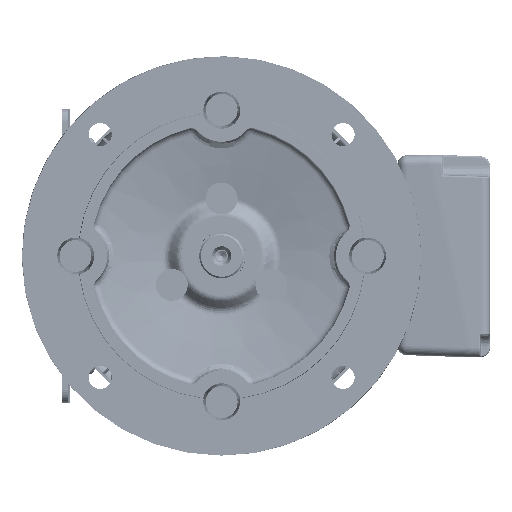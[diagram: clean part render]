
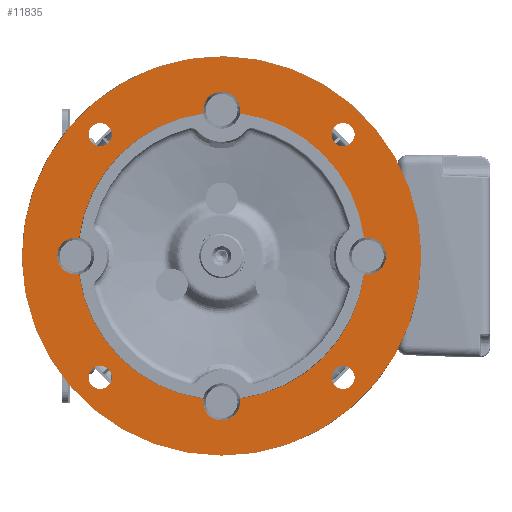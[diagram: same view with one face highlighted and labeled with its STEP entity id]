
A CAD part, front view. The second image highlights one B-rep face of the part: STEP entity #11835.
In plain terms, the highlighted planar face has unit normal (0, -1, 0).
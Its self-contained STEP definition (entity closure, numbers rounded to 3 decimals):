
#11835 = ADVANCED_FACE( '', ( #24359, #24360, #24361, #24362, #24363, #24364 ), #24365, .T. );
#24359 = FACE_BOUND( '', #80286, .T. );
#24360 = FACE_BOUND( '', #80287, .T. );
#24361 = FACE_BOUND( '', #80288, .T. );
#24362 = FACE_BOUND( '', #80289, .T. );
#24363 = FACE_BOUND( '', #80290, .T. );
#24364 = FACE_OUTER_BOUND( '', #80291, .T. );
#24365 = PLANE( '', #80292 );
#80286 = EDGE_LOOP( '', ( #116370, #116371, #116372, #116373, #116374, #116375, #116376, #116377 ) );
#80287 = EDGE_LOOP( '', ( #116378 ) );
#80288 = EDGE_LOOP( '', ( #116379 ) );
#80289 = EDGE_LOOP( '', ( #116380 ) );
#80290 = EDGE_LOOP( '', ( #116381 ) );
#80291 = EDGE_LOOP( '', ( #116382 ) );
#80292 = AXIS2_PLACEMENT_3D( '', #116383, #116384, #116385 );
#116370 = ORIENTED_EDGE( '', *, *, #129423, .F. );
#116371 = ORIENTED_EDGE( '', *, *, #131239, .F. );
#116372 = ORIENTED_EDGE( '', *, *, #130534, .F. );
#116373 = ORIENTED_EDGE( '', *, *, #131413, .F. );
#116374 = ORIENTED_EDGE( '', *, *, #118088, .F. );
#116375 = ORIENTED_EDGE( '', *, *, #126185, .F. );
#116376 = ORIENTED_EDGE( '', *, *, #131342, .F. );
#116377 = ORIENTED_EDGE( '', *, *, #130228, .F. );
#116378 = ORIENTED_EDGE( '', *, *, #130720, .T. );
#116379 = ORIENTED_EDGE( '', *, *, #125700, .T. );
#116380 = ORIENTED_EDGE( '', *, *, #124926, .T. );
#116381 = ORIENTED_EDGE( '', *, *, #129052, .T. );
#116382 = ORIENTED_EDGE( '', *, *, #125494, .T. );
#116383 = CARTESIAN_POINT( '', ( 0., -170., 90. ) );
#116384 = DIRECTION( '', ( 0., -1., 0. ) );
#116385 = DIRECTION( '', ( 0., 0., -1. ) );
#118088 = EDGE_CURVE( '', #132793, #132784, #132795, .T. );
#124926 = EDGE_CURVE( '', #144077, #144077, #144078, .T. );
#125494 = EDGE_CURVE( '', #144894, #144894, #144895, .T. );
#125700 = EDGE_CURVE( '', #145195, #145195, #145196, .T. );
#126185 = EDGE_CURVE( '', #145875, #132793, #145877, .T. );
#129052 = EDGE_CURVE( '', #149645, #149645, #149646, .T. );
#129423 = EDGE_CURVE( '', #150108, #150110, #150111, .T. );
#130228 = EDGE_CURVE( '', #150110, #151060, #151062, .T. );
#130534 = EDGE_CURVE( '', #151407, #151405, #151409, .T. );
#130720 = EDGE_CURVE( '', #151615, #151615, #151616, .T. );
#131239 = EDGE_CURVE( '', #151405, #150108, #152167, .T. );
#131342 = EDGE_CURVE( '', #151060, #145875, #152273, .T. );
#131413 = EDGE_CURVE( '', #132784, #151407, #152344, .T. );
#132784 = VERTEX_POINT( '', #156112 );
#132793 = VERTEX_POINT( '', #156133 );
#132795 = CIRCLE( '', #156138, 11.444 );
#144077 = VERTEX_POINT( '', #188701 );
#144078 = CIRCLE( '', #188702, 7.25 );
#144894 = VERTEX_POINT( '', #190977 );
#144895 = CIRCLE( '', #190978, 125. );
#145195 = VERTEX_POINT( '', #191549 );
#145196 = CIRCLE( '', #191550, 7.25 );
#145875 = VERTEX_POINT( '', #194025 );
#145877 = CIRCLE( '', #194033, 90. );
#149645 = VERTEX_POINT( '', #205681 );
#149646 = CIRCLE( '', #205682, 7.25 );
#150108 = VERTEX_POINT( '', #207042 );
#150110 = VERTEX_POINT( '', #207047 );
#150111 = CIRCLE( '', #207048, 11.444 );
#151060 = VERTEX_POINT( '', #210319 );
#151062 = CIRCLE( '', #210324, 90. );
#151405 = VERTEX_POINT( '', #211322 );
#151407 = VERTEX_POINT( '', #211330 );
#151409 = CIRCLE( '', #211335, 11.444 );
#151615 = VERTEX_POINT( '', #211965 );
#151616 = CIRCLE( '', #211966, 7.25 );
#152167 = CIRCLE( '', #213449, 90. );
#152273 = CIRCLE( '', #213697, 11.444 );
#152344 = CIRCLE( '', #213842, 90. );
#156112 = CARTESIAN_POINT( '', ( -89.297, -170., -11.229 ) );
#156133 = CARTESIAN_POINT( '', ( -89.297, -170., 11.229 ) );
#156138 = AXIS2_PLACEMENT_3D( '', #215240, #215241, #215242 );
#188701 = CARTESIAN_POINT( '', ( 83.264, -170., -76.014 ) );
#188702 = AXIS2_PLACEMENT_3D( '', #223403, #223404, #223405 );
#190977 = CARTESIAN_POINT( '', ( 0., -170., -125. ) );
#190978 = AXIS2_PLACEMENT_3D( '', #224068, #224069, #224070 );
#191549 = CARTESIAN_POINT( '', ( -76.014, -170., -83.264 ) );
#191550 = AXIS2_PLACEMENT_3D( '', #224336, #224337, #224338 );
#194025 = CARTESIAN_POINT( '', ( -11.229, -170., 89.297 ) );
#194033 = AXIS2_PLACEMENT_3D( '', #224854, #224855, #224856 );
#205681 = CARTESIAN_POINT( '', ( 76.014, -170., 83.264 ) );
#205682 = AXIS2_PLACEMENT_3D( '', #227871, #227872, #227873 );
#207042 = CARTESIAN_POINT( '', ( 89.297, -170., -11.229 ) );
#207047 = CARTESIAN_POINT( '', ( 89.297, -170., 11.229 ) );
#207048 = AXIS2_PLACEMENT_3D( '', #228205, #228206, #228207 );
#210319 = CARTESIAN_POINT( '', ( 11.229, -170., 89.297 ) );
#210324 = AXIS2_PLACEMENT_3D( '', #228873, #228874, #228875 );
#211322 = CARTESIAN_POINT( '', ( 11.229, -170., -89.297 ) );
#211330 = CARTESIAN_POINT( '', ( -11.229, -170., -89.297 ) );
#211335 = AXIS2_PLACEMENT_3D( '', #229104, #229105, #229106 );
#211965 = CARTESIAN_POINT( '', ( -83.264, -170., 76.014 ) );
#211966 = AXIS2_PLACEMENT_3D( '', #229240, #229241, #229242 );
#213449 = AXIS2_PLACEMENT_3D( '', #229555, #229556, #229557 );
#213697 = AXIS2_PLACEMENT_3D( '', #229604, #229605, #229606 );
#213842 = AXIS2_PLACEMENT_3D( '', #229635, #229636, #229637 );
#215240 = CARTESIAN_POINT( '', ( -91.5, -170., 0. ) );
#215241 = DIRECTION( '', ( 0., -1., 0. ) );
#215242 = DIRECTION( '', ( 0., 0., -1. ) );
#223403 = CARTESIAN_POINT( '', ( 76.014, -170., -76.014 ) );
#223404 = DIRECTION( '', ( 0., 1., 0. ) );
#223405 = DIRECTION( '', ( 1., 0., 0. ) );
#224068 = CARTESIAN_POINT( '', ( 0., -170., 0. ) );
#224069 = DIRECTION( '', ( 0., -1., 0. ) );
#224070 = DIRECTION( '', ( 0., 0., -1. ) );
#224336 = CARTESIAN_POINT( '', ( -76.014, -170., -76.014 ) );
#224337 = DIRECTION( '', ( 0., 1., 0. ) );
#224338 = DIRECTION( '', ( 0., 0., -1. ) );
#224854 = CARTESIAN_POINT( '', ( 0., -170., 0. ) );
#224855 = DIRECTION( '', ( 0., -1., 0. ) );
#224856 = DIRECTION( '', ( 0., 0., -1. ) );
#227871 = CARTESIAN_POINT( '', ( 76.014, -170., 76.014 ) );
#227872 = DIRECTION( '', ( 0., 1., 0. ) );
#227873 = DIRECTION( '', ( 0., 0., 1. ) );
#228205 = CARTESIAN_POINT( '', ( 91.5, -170., 0. ) );
#228206 = DIRECTION( '', ( 0., -1., 0. ) );
#228207 = DIRECTION( '', ( 0., 0., -1. ) );
#228873 = CARTESIAN_POINT( '', ( 0., -170., 0. ) );
#228874 = DIRECTION( '', ( 0., -1., 0. ) );
#228875 = DIRECTION( '', ( 0., 0., -1. ) );
#229104 = CARTESIAN_POINT( '', ( 0., -170., -91.5 ) );
#229105 = DIRECTION( '', ( 0., -1., 0. ) );
#229106 = DIRECTION( '', ( 0., 0., -1. ) );
#229240 = CARTESIAN_POINT( '', ( -76.014, -170., 76.014 ) );
#229241 = DIRECTION( '', ( 0., 1., 0. ) );
#229242 = DIRECTION( '', ( -1., 0., 0. ) );
#229555 = CARTESIAN_POINT( '', ( 0., -170., 0. ) );
#229556 = DIRECTION( '', ( 0., -1., 0. ) );
#229557 = DIRECTION( '', ( 0., 0., -1. ) );
#229604 = CARTESIAN_POINT( '', ( 0., -170., 91.5 ) );
#229605 = DIRECTION( '', ( 0., -1., 0. ) );
#229606 = DIRECTION( '', ( 0., 0., -1. ) );
#229635 = CARTESIAN_POINT( '', ( 0., -170., 0. ) );
#229636 = DIRECTION( '', ( 0., -1., 0. ) );
#229637 = DIRECTION( '', ( 0., 0., -1. ) );
